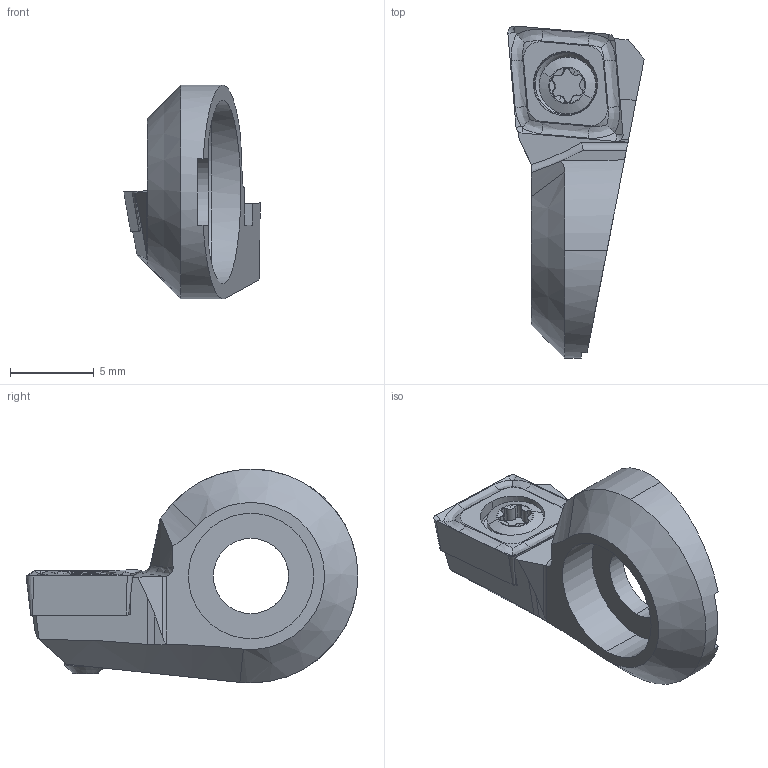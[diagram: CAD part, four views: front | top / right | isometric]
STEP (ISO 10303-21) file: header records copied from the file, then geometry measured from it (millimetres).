
FILE_DESCRIPTION (( 'STEP AP203' ), '1' );
FILE_NAME ('R24-FBHS-06LF.STEP', '2018-02-27T08:39:21', ( 'SWIAdmin' ), ( 'Hewlett-Packard Company' ), 'SwSTEP 2.0', 'SolidWorks 2017', '' );
FILE_SCHEMA (( 'CONFIG_CONTROL_DESIGN' ));
Length unit declared in the file: millimetre
Products named in the file (4): CCMT060204; WCA-ER2.001.006_A; R24-FBHS-06LF; F20-WCA.002.005_D_fertigbearbeitet
Assembly tree (3 placements, depth 2):
  R24-FBHS-06LF
    F20-WCA.002.005_D_fertigbearbeitet
    CCMT060204
    WCA-ER2.001.006_A
Bounding box: 8.16 x 19.86 x 12.8 mm (x, y, z)
Volume: 549.1 mm3; surface area: 847.5 mm2
Topology: 3 solids, 3 shells, 131 faces, 333 edges, 207 vertices
Faces by surface type: cylinder 42, plane 40, cone 23, torus 12, bspline 12, sphere 2
Entity records: 4628 total; most frequent: CARTESIAN_POINT 1227, ORIENTED_EDGE 662, DIRECTION 595, EDGE_CURVE 331, AXIS2_PLACEMENT_3D 227, VERTEX_POINT 207, VECTOR 141, LINE 141
